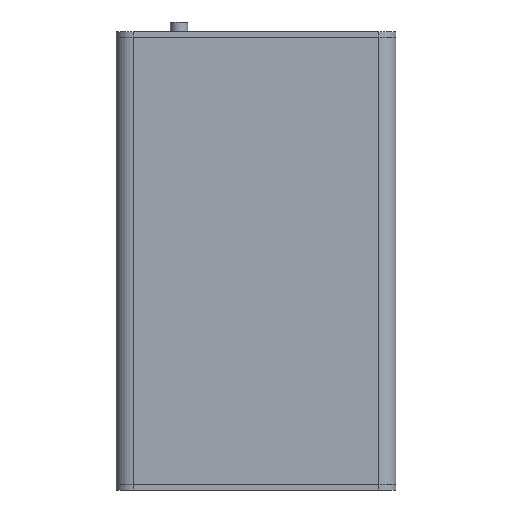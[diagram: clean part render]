
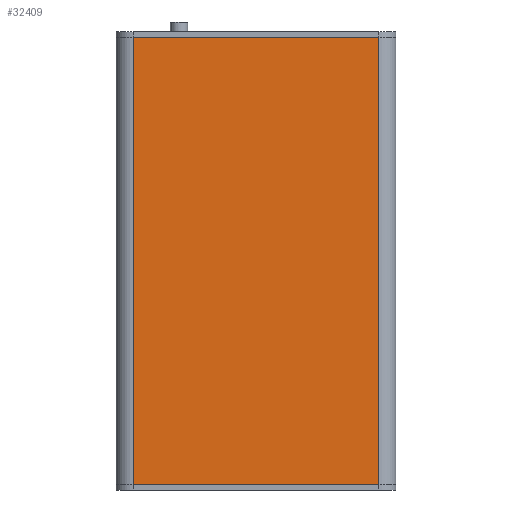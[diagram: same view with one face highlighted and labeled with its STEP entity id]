
A CAD part, front view. The second image highlights one B-rep face of the part: STEP entity #32409.
In plain terms, the highlighted planar face has unit normal (0, -1, 0).
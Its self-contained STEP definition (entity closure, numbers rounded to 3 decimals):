
#55 = CARTESIAN_POINT ( 'NONE',  ( 27.794, -0.902, 0. ) ) ;
#1043 = VECTOR ( 'NONE', #5741, 1000. ) ;
#1197 = DIRECTION ( 'NONE',  ( 1., 0., 0. ) ) ;
#4333 = DIRECTION ( 'NONE',  ( -1., 0., 0. ) ) ;
#4751 = EDGE_CURVE ( 'NONE', #20693, #49732, #30144, .T. ) ;
#5741 = DIRECTION ( 'NONE',  ( 1., 0., 0. ) ) ;
#8123 = EDGE_LOOP ( 'NONE', ( #58631, #60985, #46159, #47447 ) ) ;
#11474 = CARTESIAN_POINT ( 'NONE',  ( -16.206, -0.902, 0. ) ) ;
#13877 = EDGE_CURVE ( 'NONE', #49982, #20693, #31365, .T. ) ;
#14463 = EDGE_CURVE ( 'NONE', #61571, #49732, #14721, .T. ) ;
#14721 = LINE ( 'NONE', #43661, #55483 ) ;
#18313 = DIRECTION ( 'NONE',  ( 0., 1., 0. ) ) ;
#20693 = VERTEX_POINT ( 'NONE', #11474 ) ;
#22452 = CARTESIAN_POINT ( 'NONE',  ( -16.206, -0.902, 80. ) ) ;
#27857 = FACE_OUTER_BOUND ( 'NONE', #8123, .T. ) ;
#28412 = DIRECTION ( 'NONE',  ( 0., 0., -1. ) ) ;
#30144 = LINE ( 'NONE', #38776, #50934 ) ;
#31365 = LINE ( 'NONE', #22452, #38128 ) ;
#31905 = CARTESIAN_POINT ( 'NONE',  ( 27.794, -0.902, 80. ) ) ;
#32409 = ADVANCED_FACE ( 'NONE', ( #27857 ), #61921, .F. ) ;
#38128 = VECTOR ( 'NONE', #50762, 1000. ) ;
#38776 = CARTESIAN_POINT ( 'NONE',  ( -16.206, -0.902, 0. ) ) ;
#43661 = CARTESIAN_POINT ( 'NONE',  ( 27.794, -0.902, 80. ) ) ;
#46159 = ORIENTED_EDGE ( 'NONE', *, *, #49794, .F. ) ;
#47447 = ORIENTED_EDGE ( 'NONE', *, *, #13877, .T. ) ;
#49732 = VERTEX_POINT ( 'NONE', #55 ) ;
#49794 = EDGE_CURVE ( 'NONE', #49982, #61571, #59821, .T. ) ;
#49982 = VERTEX_POINT ( 'NONE', #61079 ) ;
#50762 = DIRECTION ( 'NONE',  ( 0., 0., -1. ) ) ;
#50934 = VECTOR ( 'NONE', #1197, 1000. ) ;
#52676 = CARTESIAN_POINT ( 'NONE',  ( -16.206, -0.902, 80. ) ) ;
#55483 = VECTOR ( 'NONE', #28412, 1000. ) ;
#55665 = CARTESIAN_POINT ( 'NONE',  ( -16.206, -0.902, 80. ) ) ;
#58631 = ORIENTED_EDGE ( 'NONE', *, *, #4751, .T. ) ;
#59821 = LINE ( 'NONE', #55665, #1043 ) ;
#60535 = AXIS2_PLACEMENT_3D ( 'NONE', #52676, #18313, #4333 ) ;
#60985 = ORIENTED_EDGE ( 'NONE', *, *, #14463, .F. ) ;
#61079 = CARTESIAN_POINT ( 'NONE',  ( -16.206, -0.902, 80. ) ) ;
#61571 = VERTEX_POINT ( 'NONE', #31905 ) ;
#61921 = PLANE ( 'NONE',  #60535 ) ;
